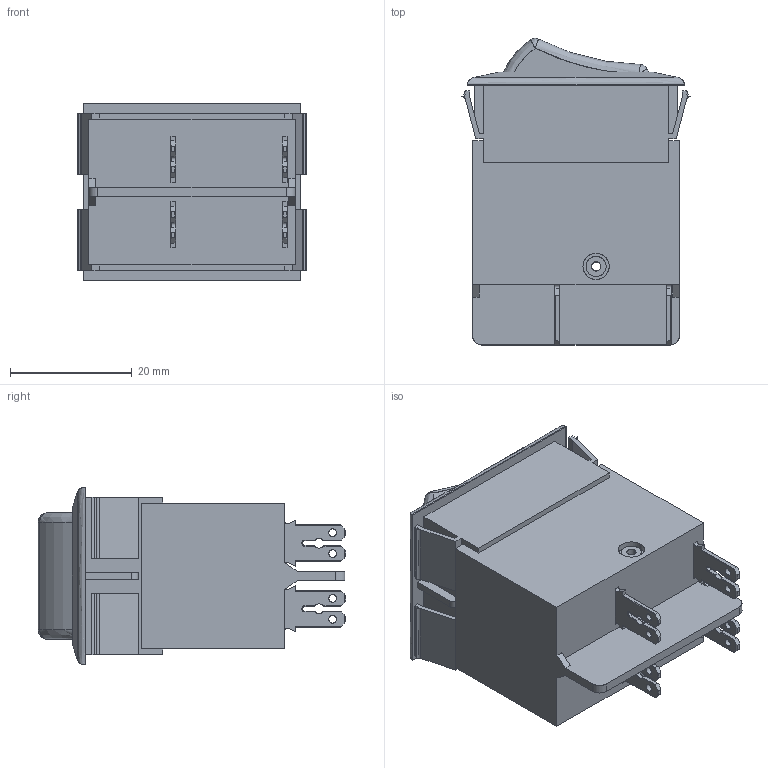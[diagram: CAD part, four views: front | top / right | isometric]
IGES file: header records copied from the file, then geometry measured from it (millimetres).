
Start section: SolidWorks IGES file using analytic representation for surfaces
Global section: file name: 82910090.IGS; native system: SolidWorks 2012; preprocessor: SolidWorks 2012; author: Jmiller; date: 120813.145441; units: inch
Bounding box: 37.54 x 50.52 x 29.21 mm (x, y, z)
Surface area: 10852.4 mm2 (no closed solid volume)
Topology: 0 solids, 0 shells, 351 faces, 2924 edges, 2920 vertices
Faces by surface type: bspline 268, revolution 83
